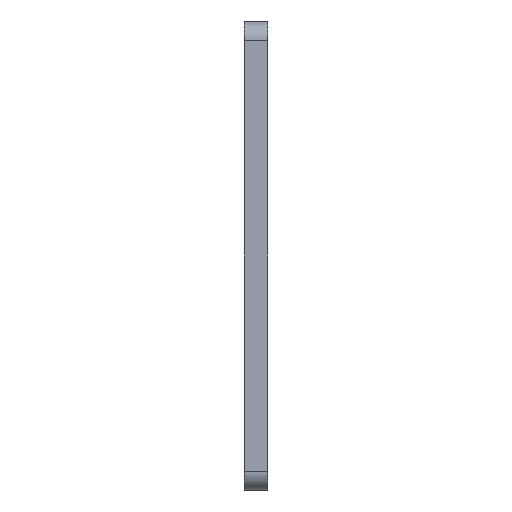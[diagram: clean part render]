
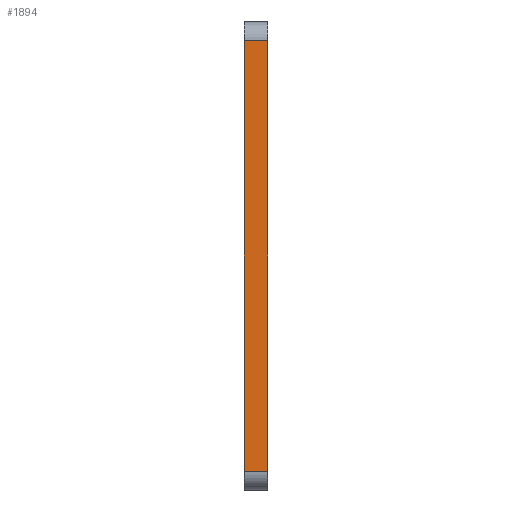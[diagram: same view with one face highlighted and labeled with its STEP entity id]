
A CAD part, front view. The second image highlights one B-rep face of the part: STEP entity #1894.
In plain terms, the highlighted planar face has unit normal (0, -1, 0).
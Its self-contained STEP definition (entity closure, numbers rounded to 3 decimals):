
#144=PLANE('',#2004);
#238=FACE_OUTER_BOUND('',#338,.T.);
#338=EDGE_LOOP('',(#1684,#1685,#1686,#1687));
#567=LINE('',#4014,#779);
#568=LINE('',#4017,#780);
#569=LINE('',#4019,#781);
#570=LINE('',#4020,#782);
#779=VECTOR('',#2396,10.);
#780=VECTOR('',#2399,10.);
#781=VECTOR('',#2400,10.);
#782=VECTOR('',#2401,10.);
#985=VERTEX_POINT('',#4010);
#986=VERTEX_POINT('',#4012);
#987=VERTEX_POINT('',#4016);
#988=VERTEX_POINT('',#4018);
#1245=EDGE_CURVE('',#985,#986,#567,.T.);
#1246=EDGE_CURVE('',#985,#987,#568,.T.);
#1247=EDGE_CURVE('',#988,#986,#569,.T.);
#1248=EDGE_CURVE('',#987,#988,#570,.T.);
#1684=ORIENTED_EDGE('',*,*,#1246,.F.);
#1685=ORIENTED_EDGE('',*,*,#1245,.T.);
#1686=ORIENTED_EDGE('',*,*,#1247,.F.);
#1687=ORIENTED_EDGE('',*,*,#1248,.F.);
#1894=ADVANCED_FACE('',(#238),#144,.T.);
#2004=AXIS2_PLACEMENT_3D('',#4015,#2397,#2398);
#2396=DIRECTION('',(1.,0.,0.));
#2397=DIRECTION('center_axis',(0.,-1.,0.));
#2398=DIRECTION('ref_axis',(0.,0.,-1.));
#2399=DIRECTION('',(0.,0.,1.));
#2400=DIRECTION('',(0.,0.,-1.));
#2401=DIRECTION('',(1.,0.,0.));
#4010=CARTESIAN_POINT('',(0.,-130.,-86.5));
#4012=CARTESIAN_POINT('',(9.5,-130.,-86.5));
#4014=CARTESIAN_POINT('',(0.,-130.,-86.5));
#4015=CARTESIAN_POINT('Origin',(0.,-130.,86.5));
#4016=CARTESIAN_POINT('',(0.,-130.,86.5));
#4017=CARTESIAN_POINT('',(0.,-130.,-86.5));
#4018=CARTESIAN_POINT('',(9.5,-130.,86.5));
#4019=CARTESIAN_POINT('',(9.5,-130.,-86.5));
#4020=CARTESIAN_POINT('',(0.,-130.,86.5));
